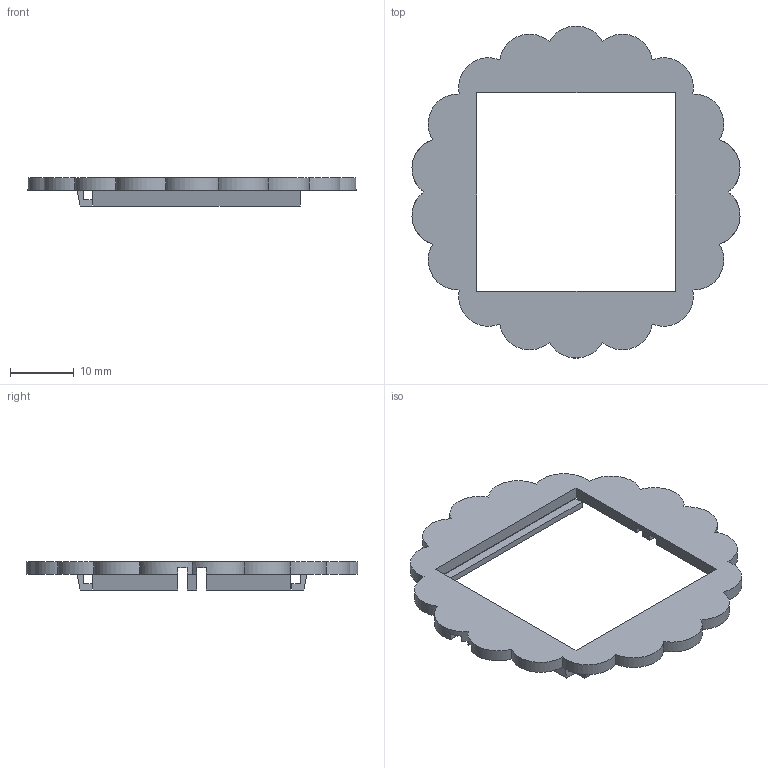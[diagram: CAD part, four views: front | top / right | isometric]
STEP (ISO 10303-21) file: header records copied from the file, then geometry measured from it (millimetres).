
FILE_DESCRIPTION(/* description */ (''),/* implementation_level */ '2;1');
FILE_NAME(/* name */ '20_POL_Insert_Linear_Polarizer_Wheel.ipt.step',/* time_stamp */ '2022-11-29T08:11:56+01:00',/* author */ ('marsikovabarbora'),/* organization */ (''),/* preprocessor_version */ 'ST-DEVELOPER v18.1',/* originating_system */ 'Autodesk Inventor 2022',/* authorisation */ '');
FILE_SCHEMA (('AUTOMOTIVE_DESIGN { 1 0 10303 214 3 1 1 }'));
Length unit declared in the file: millimetre
Products named in the file (1): 20_Cube_Insert_CirAp_Wheel
Bounding box: 51.35 x 51.97 x 4.4 mm (x, y, z)
Volume: 2244.2 mm3; surface area: 3465.2 mm2
Topology: 1 solids, 1 shells, 71 faces, 204 edges, 136 vertices
Faces by surface type: plane 53, cylinder 18
Entity records: 2367 total; most frequent: CARTESIAN_POINT 412, ORIENTED_EDGE 408, DIRECTION 392, EDGE_CURVE 204, LINE 160, VECTOR 160, VERTEX_POINT 136, AXIS2_PLACEMENT_3D 116
